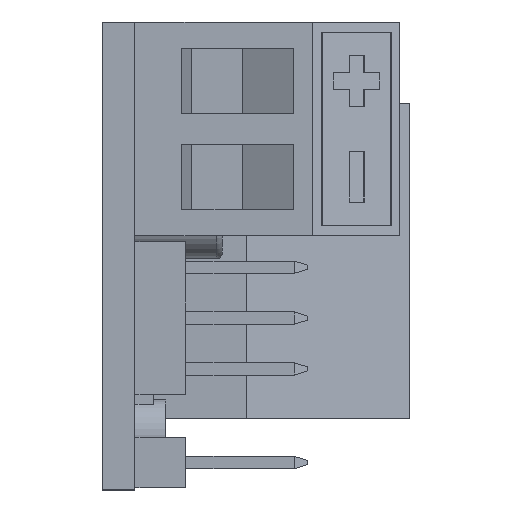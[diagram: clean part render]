
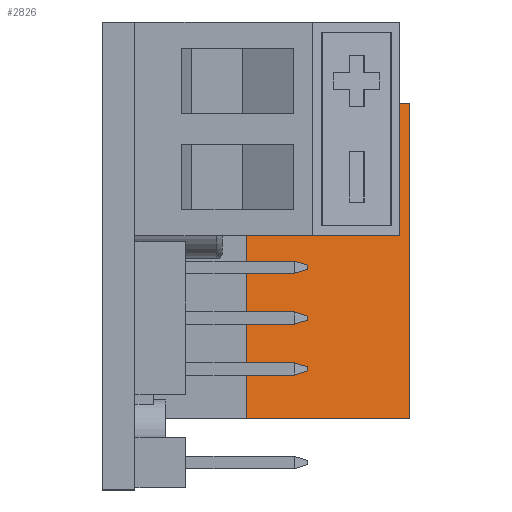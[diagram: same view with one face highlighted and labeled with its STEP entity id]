
A CAD part, left-side view. The second image highlights one B-rep face of the part: STEP entity #2826.
In plain terms, the highlighted planar face has unit normal (-0.97, -0.242, 0).
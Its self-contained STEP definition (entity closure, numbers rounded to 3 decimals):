
#615 = EDGE_CURVE ( 'NONE', #6591, #17777, #1275, .T. ) ;
#1125 = EDGE_CURVE ( 'NONE', #7672, #11847, #6942, .T. ) ;
#1275 = LINE ( 'NONE', #3973, #9204 ) ;
#2826 = ADVANCED_FACE ( 'NONE', ( #14607 ), #12868, .T. ) ;
#3051 = CARTESIAN_POINT ( 'NONE',  ( 19.2, -5.478, -8. ) ) ;
#3382 = DIRECTION ( 'NONE',  ( 0., 0., 1. ) ) ;
#3888 = LINE ( 'NONE', #6945, #16050 ) ;
#3973 = CARTESIAN_POINT ( 'NONE',  ( 21.2, -13.5, -8. ) ) ;
#4107 = VECTOR ( 'NONE', #17195, 1000. ) ;
#4536 = EDGE_CURVE ( 'NONE', #11847, #6591, #3888, .T. ) ;
#4593 = LINE ( 'NONE', #12464, #4107 ) ;
#4678 = DIRECTION ( 'NONE',  ( -0.242, 0.97, 0. ) ) ;
#6371 = CARTESIAN_POINT ( 'NONE',  ( 21.2, -13.5, 7.5 ) ) ;
#6591 = VERTEX_POINT ( 'NONE', #8384 ) ;
#6942 = LINE ( 'NONE', #8304, #14901 ) ;
#6945 = CARTESIAN_POINT ( 'NONE',  ( 21.2, -13.5, -8. ) ) ;
#7672 = VERTEX_POINT ( 'NONE', #11485 ) ;
#8304 = CARTESIAN_POINT ( 'NONE',  ( 21.2, -13.5, 7.5 ) ) ;
#8384 = CARTESIAN_POINT ( 'NONE',  ( 21.2, -13.5, -8. ) ) ;
#8812 = DIRECTION ( 'NONE',  ( 0., 0., -1. ) ) ;
#9204 = VECTOR ( 'NONE', #4678, 1000. ) ;
#9835 = ORIENTED_EDGE ( 'NONE', *, *, #615, .F. ) ;
#11331 = ORIENTED_EDGE ( 'NONE', *, *, #1125, .F. ) ;
#11427 = ORIENTED_EDGE ( 'NONE', *, *, #16625, .F. ) ;
#11485 = CARTESIAN_POINT ( 'NONE',  ( 19.2, -5.478, 7.5 ) ) ;
#11757 = DIRECTION ( 'NONE',  ( -0.97, -0.242, 0. ) ) ;
#11847 = VERTEX_POINT ( 'NONE', #6371 ) ;
#12464 = CARTESIAN_POINT ( 'NONE',  ( 19.2, -5.478, 7.5 ) ) ;
#12868 = PLANE ( 'NONE',  #17350 ) ;
#13067 = CARTESIAN_POINT ( 'NONE',  ( 21.2, -13.5, 0. ) ) ;
#14607 = FACE_OUTER_BOUND ( 'NONE', #15533, .T. ) ;
#14901 = VECTOR ( 'NONE', #19030, 1000. ) ;
#15533 = EDGE_LOOP ( 'NONE', ( #11331, #11427, #9835, #17937 ) ) ;
#16050 = VECTOR ( 'NONE', #8812, 1000. ) ;
#16625 = EDGE_CURVE ( 'NONE', #17777, #7672, #4593, .T. ) ;
#17195 = DIRECTION ( 'NONE',  ( 0., 0., 1. ) ) ;
#17350 = AXIS2_PLACEMENT_3D ( 'NONE', #13067, #11757, #3382 ) ;
#17777 = VERTEX_POINT ( 'NONE', #3051 ) ;
#17937 = ORIENTED_EDGE ( 'NONE', *, *, #4536, .F. ) ;
#19030 = DIRECTION ( 'NONE',  ( 0.242, -0.97, 0. ) ) ;
